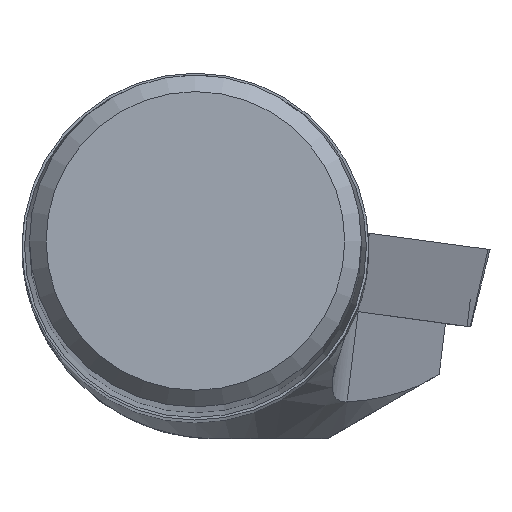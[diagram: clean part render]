
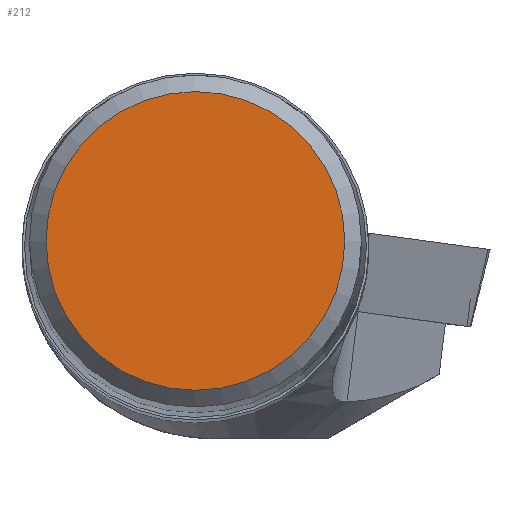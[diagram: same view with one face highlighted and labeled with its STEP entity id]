
A CAD part, top view. The second image highlights one B-rep face of the part: STEP entity #212.
In plain terms, the highlighted planar face has unit normal (0, 0, 1).
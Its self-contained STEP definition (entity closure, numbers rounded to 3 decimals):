
#169=CIRCLE('',#920,4.5);
#212=ADVANCED_FACE('',(#281),#251,.T.);
#251=PLANE('',#921);
#281=FACE_OUTER_BOUND('',#318,.T.);
#318=EDGE_LOOP('',(#555));
#555=ORIENTED_EDGE('',*,*,#756,.F.);
#671=VERTEX_POINT('',#1375);
#756=EDGE_CURVE('',#671,#671,#169,.T.);
#920=AXIS2_PLACEMENT_3D('',#1374,#1099,#1100);
#921=AXIS2_PLACEMENT_3D('',#1376,#1101,#1102);
#1099=DIRECTION('',(0.,0.,-1.));
#1100=DIRECTION('',(0.,-1.,0.));
#1101=DIRECTION('',(0.,0.,1.));
#1102=DIRECTION('',(0.,1.,0.));
#1374=CARTESIAN_POINT('',(0.,0.,0.));
#1375=CARTESIAN_POINT('',(0.,-4.5,0.));
#1376=CARTESIAN_POINT('',(-4.5,0.,0.));
